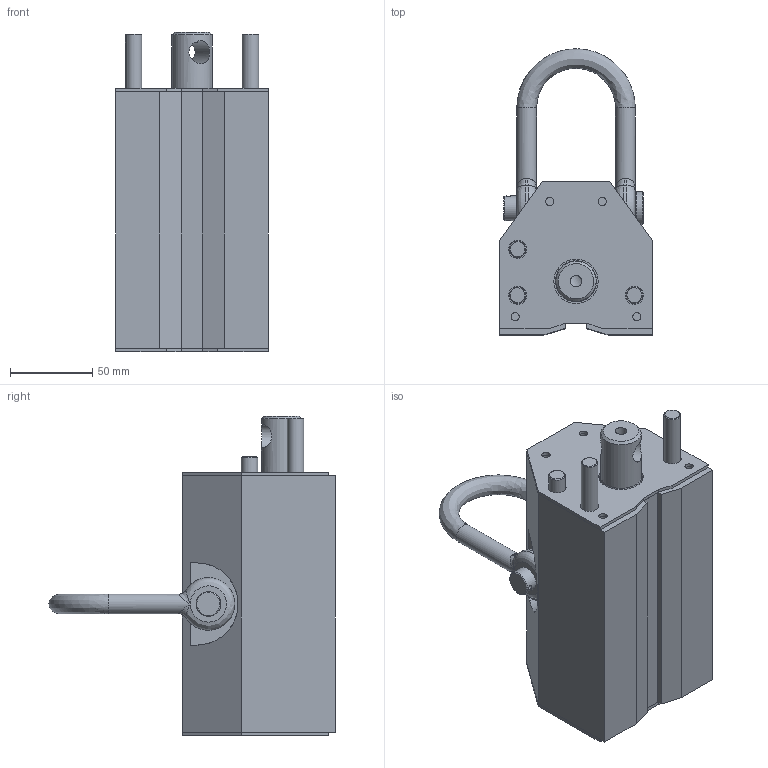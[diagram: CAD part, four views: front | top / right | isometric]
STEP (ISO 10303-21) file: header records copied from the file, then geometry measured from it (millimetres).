
FILE_DESCRIPTION (( 'STEP AP214' ), '1' );
FILE_NAME ('09-0646.STEP', '2024-10-16T20:38:41', ( '' ), ( '' ), 'SwSTEP 2.0', 'SolidWorks 2022', '' );
FILE_SCHEMA (( 'AUTOMOTIVE_DESIGN' ));
Length unit declared in the file: inch
Products named in the file (13): _X2_5C0F78C194C1_X0_; _X2_680776D8_X0_; _X2_94DD677F_X0_; _X2_8F74627F5957_X0_; 09-0646; _X2_77ED8F74_X0_; _X2_957F8F74_X0_; 400_X2_82AF_X0_; _X2_4E0D950894A26761_X0_; _X2_540A73AF_X0_; _X2_540A73AF8F74_X0_; _X2_540E94DD677F_X0_; 400-12_X2_5927_X0_Vprt
Assembly tree (20 placements, depth 2):
  09-0646
    400-12_X2_5927_X0_Vprt
    _X2_4E0D950894A26761_X0_  x2
    400_X2_82AF_X0_
    _X2_8F74627F5957_X0_  x2
    _X2_957F8F74_X0_  x2
    _X2_77ED8F74_X0_
    _X2_94DD677F_X0_
    _X2_540E94DD677F_X0_
    _X2_540A73AF_X0_
    _X2_540A73AF8F74_X0_
    _X2_5C0F78C194C1_X0_  x6
    _X2_680776D8_X0_
Bounding box: 93 x 173.98 x 194 mm (x, y, z)
Volume: 1130712.6 mm3; surface area: 236970.5 mm2
Topology: 22 solids, 22 shells, 271 faces, 617 edges, 397 vertices
Faces by surface type: plane 167, cylinder 65, cone 21, bspline 18
Full cylindrical faces by diameter (mm): 3 x1, 3.8 x11, 5 x16, 7 x1, 9.8 x3, 10 x3, 11 x3, 12 x2, 14 x3, 15 x3, 20 x1, 24.5 x1, 25 x2, 27 x1, 28 x2, 37 x2, 44 x2
Entity records: 10676 total; most frequent: CARTESIAN_POINT 2893, DIRECTION 970, ORIENTED_EDGE 846, EDGE_CURVE 423, AXIS2_PLACEMENT_3D 370, EDGE_LOOP 366, VERTEX_POINT 313, FACE_OUTER_BOUND 279
